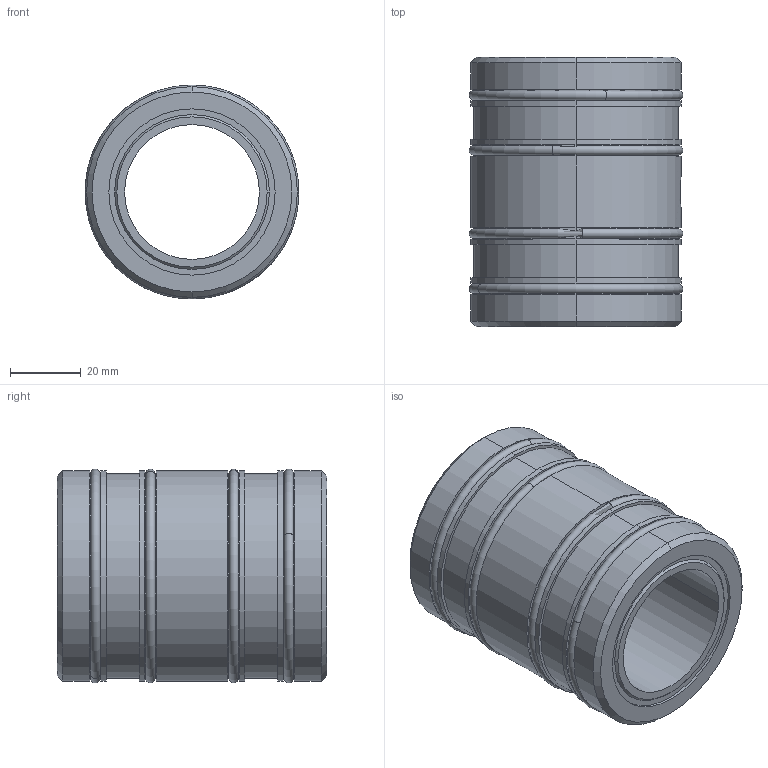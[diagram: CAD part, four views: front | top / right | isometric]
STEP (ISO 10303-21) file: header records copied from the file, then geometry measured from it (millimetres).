
FILE_DESCRIPTION (( 'STEP AP203' ), '1' );
FILE_NAME ('S303801.STEP', '2015-10-08T14:58:08', ( '' ), ( '' ), 'SwSTEP 2.0', 'SolidWorks 2015', '' );
FILE_SCHEMA (( 'CONFIG_CONTROL_DESIGN' ));
Length unit declared in the file: inch
Products named in the file (1): S303801
Bounding box: 60.46 x 76.2 x 60.48 mm (x, y, z)
Volume: 120654.5 mm3; surface area: 33992.1 mm2
Topology: 1 solids, 1 shells, 80 faces, 176 edges, 116 vertices
Faces by surface type: cylinder 45, plane 19, torus 8, cone 8
Entity records: 2459 total; most frequent: CARTESIAN_POINT 489, DIRECTION 454, ORIENTED_EDGE 352, AXIS2_PLACEMENT_3D 201, EDGE_CURVE 176, CIRCLE 120, VERTEX_POINT 116, EDGE_LOOP 100
